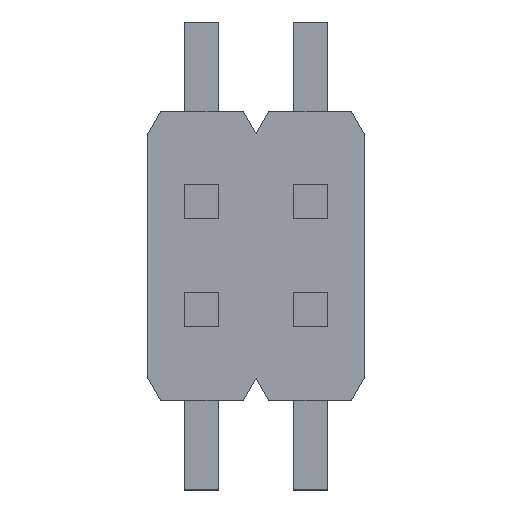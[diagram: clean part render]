
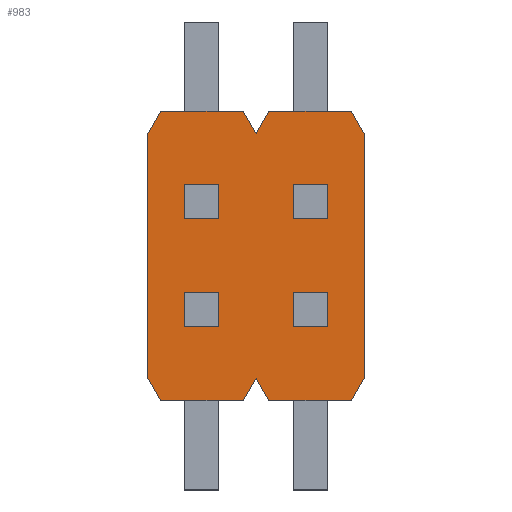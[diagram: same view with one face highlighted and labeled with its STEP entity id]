
A CAD part, top view. The second image highlights one B-rep face of the part: STEP entity #983.
In plain terms, the highlighted planar face has unit normal (0, 0, 1).
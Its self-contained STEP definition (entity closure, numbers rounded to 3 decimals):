
#168 = VERTEX_POINT('',#169);
#169 = CARTESIAN_POINT('',(-1.12,-1.7,1.5));
#175 = EDGE_CURVE('',#168,#176,#178,.T.);
#176 = VERTEX_POINT('',#177);
#177 = CARTESIAN_POINT('',(-0.15,-1.7,1.5));
#178 = LINE('',#179,#180);
#179 = CARTESIAN_POINT('',(-1.12,-1.7,1.5));
#180 = VECTOR('',#181,1.);
#181 = DIRECTION('',(1.,0.,0.));
#207 = VERTEX_POINT('',#208);
#208 = CARTESIAN_POINT('',(-1.27,-1.44,1.5));
#214 = EDGE_CURVE('',#207,#168,#215,.T.);
#215 = LINE('',#216,#217);
#216 = CARTESIAN_POINT('',(-1.27,-1.44,1.5));
#217 = VECTOR('',#218,1.);
#218 = DIRECTION('',(0.5,-0.866,0.)
  );
#262 = VERTEX_POINT('',#263);
#263 = CARTESIAN_POINT('',(-1.27,1.44,1.5));
#269 = EDGE_CURVE('',#262,#207,#270,.T.);
#270 = LINE('',#271,#272);
#271 = CARTESIAN_POINT('',(-1.27,1.44,1.5));
#272 = VECTOR('',#273,1.);
#273 = DIRECTION('',(0.,-1.,0.));
#706 = VERTEX_POINT('',#707);
#707 = CARTESIAN_POINT('',(1.27,-1.44,1.5));
#713 = EDGE_CURVE('',#706,#714,#716,.T.);
#714 = VERTEX_POINT('',#715);
#715 = CARTESIAN_POINT('',(1.27,1.44,1.5));
#716 = LINE('',#717,#718);
#717 = CARTESIAN_POINT('',(1.27,-1.44,1.5));
#718 = VECTOR('',#719,1.);
#719 = DIRECTION('',(0.,1.,0.));
#916 = VERTEX_POINT('',#917);
#917 = CARTESIAN_POINT('',(0.15,-1.7,1.5));
#923 = EDGE_CURVE('',#916,#924,#926,.T.);
#924 = VERTEX_POINT('',#925);
#925 = CARTESIAN_POINT('',(1.12,-1.7,1.5));
#926 = LINE('',#927,#928);
#927 = CARTESIAN_POINT('',(0.15,-1.7,1.5));
#928 = VECTOR('',#929,1.);
#929 = DIRECTION('',(1.,0.,0.));
#947 = VERTEX_POINT('',#948);
#948 = CARTESIAN_POINT('',(0.,-1.44,1.5));
#954 = EDGE_CURVE('',#947,#916,#955,.T.);
#955 = LINE('',#956,#957);
#956 = CARTESIAN_POINT('',(0.,-1.44,1.5));
#957 = VECTOR('',#958,1.);
#958 = DIRECTION('',(0.5,-0.866,0.)
  );
#973 = EDGE_CURVE('',#176,#947,#974,.T.);
#974 = LINE('',#975,#976);
#975 = CARTESIAN_POINT('',(-0.15,-1.7,1.5));
#976 = VECTOR('',#977,1.);
#977 = DIRECTION('',(0.5,0.866,0.)
  );
#983 = ADVANCED_FACE('',(#984,#1045,#1079,#1113,#1147),#1181,.T.);
#984 = FACE_BOUND('',#985,.F.);
#985 = EDGE_LOOP('',(#986,#996,#1004,#1012,#1018,#1019,#1025,#1026,#1027
    ,#1028,#1029,#1030,#1031,#1039));
#986 = ORIENTED_EDGE('',*,*,#987,.F.);
#987 = EDGE_CURVE('',#988,#990,#992,.T.);
#988 = VERTEX_POINT('',#989);
#989 = CARTESIAN_POINT('',(0.,1.44,1.5));
#990 = VERTEX_POINT('',#991);
#991 = CARTESIAN_POINT('',(-0.15,1.7,1.5));
#992 = LINE('',#993,#994);
#993 = CARTESIAN_POINT('',(0.,1.44,1.5));
#994 = VECTOR('',#995,1.);
#995 = DIRECTION('',(-0.5,0.866,0.)
  );
#996 = ORIENTED_EDGE('',*,*,#997,.F.);
#997 = EDGE_CURVE('',#998,#988,#1000,.T.);
#998 = VERTEX_POINT('',#999);
#999 = CARTESIAN_POINT('',(0.15,1.7,1.5));
#1000 = LINE('',#1001,#1002);
#1001 = CARTESIAN_POINT('',(0.15,1.7,1.5));
#1002 = VECTOR('',#1003,1.);
#1003 = DIRECTION('',(-0.5,-0.866,0.
    ));
#1004 = ORIENTED_EDGE('',*,*,#1005,.F.);
#1005 = EDGE_CURVE('',#1006,#998,#1008,.T.);
#1006 = VERTEX_POINT('',#1007);
#1007 = CARTESIAN_POINT('',(1.12,1.7,1.5));
#1008 = LINE('',#1009,#1010);
#1009 = CARTESIAN_POINT('',(1.12,1.7,1.5));
#1010 = VECTOR('',#1011,1.);
#1011 = DIRECTION('',(-1.,0.,0.));
#1012 = ORIENTED_EDGE('',*,*,#1013,.F.);
#1013 = EDGE_CURVE('',#714,#1006,#1014,.T.);
#1014 = LINE('',#1015,#1016);
#1015 = CARTESIAN_POINT('',(1.27,1.44,1.5));
#1016 = VECTOR('',#1017,1.);
#1017 = DIRECTION('',(-0.5,0.866,0.
    ));
#1018 = ORIENTED_EDGE('',*,*,#713,.F.);
#1019 = ORIENTED_EDGE('',*,*,#1020,.F.);
#1020 = EDGE_CURVE('',#924,#706,#1021,.T.);
#1021 = LINE('',#1022,#1023);
#1022 = CARTESIAN_POINT('',(1.12,-1.7,1.5));
#1023 = VECTOR('',#1024,1.);
#1024 = DIRECTION('',(0.5,0.866,0.)
  );
#1025 = ORIENTED_EDGE('',*,*,#923,.F.);
#1026 = ORIENTED_EDGE('',*,*,#954,.F.);
#1027 = ORIENTED_EDGE('',*,*,#973,.F.);
#1028 = ORIENTED_EDGE('',*,*,#175,.F.);
#1029 = ORIENTED_EDGE('',*,*,#214,.F.);
#1030 = ORIENTED_EDGE('',*,*,#269,.F.);
#1031 = ORIENTED_EDGE('',*,*,#1032,.F.);
#1032 = EDGE_CURVE('',#1033,#262,#1035,.T.);
#1033 = VERTEX_POINT('',#1034);
#1034 = CARTESIAN_POINT('',(-1.12,1.7,1.5));
#1035 = LINE('',#1036,#1037);
#1036 = CARTESIAN_POINT('',(-1.12,1.7,1.5));
#1037 = VECTOR('',#1038,1.);
#1038 = DIRECTION('',(-0.5,-0.866,0.
    ));
#1039 = ORIENTED_EDGE('',*,*,#1040,.F.);
#1040 = EDGE_CURVE('',#990,#1033,#1041,.T.);
#1041 = LINE('',#1042,#1043);
#1042 = CARTESIAN_POINT('',(-0.15,1.7,1.5));
#1043 = VECTOR('',#1044,1.);
#1044 = DIRECTION('',(-1.,0.,0.));
#1045 = FACE_BOUND('',#1046,.F.);
#1046 = EDGE_LOOP('',(#1047,#1057,#1065,#1073));
#1047 = ORIENTED_EDGE('',*,*,#1048,.F.);
#1048 = EDGE_CURVE('',#1049,#1051,#1053,.T.);
#1049 = VERTEX_POINT('',#1050);
#1050 = CARTESIAN_POINT('',(-0.835,-0.435,1.5));
#1051 = VERTEX_POINT('',#1052);
#1052 = CARTESIAN_POINT('',(-0.435,-0.435,1.5));
#1053 = LINE('',#1054,#1055);
#1054 = CARTESIAN_POINT('',(-0.835,-0.435,1.5));
#1055 = VECTOR('',#1056,1.);
#1056 = DIRECTION('',(1.,0.,0.));
#1057 = ORIENTED_EDGE('',*,*,#1058,.F.);
#1058 = EDGE_CURVE('',#1059,#1049,#1061,.T.);
#1059 = VERTEX_POINT('',#1060);
#1060 = CARTESIAN_POINT('',(-0.835,-0.835,1.5));
#1061 = LINE('',#1062,#1063);
#1062 = CARTESIAN_POINT('',(-0.835,-0.835,1.5));
#1063 = VECTOR('',#1064,1.);
#1064 = DIRECTION('',(0.,1.,0.));
#1065 = ORIENTED_EDGE('',*,*,#1066,.F.);
#1066 = EDGE_CURVE('',#1067,#1059,#1069,.T.);
#1067 = VERTEX_POINT('',#1068);
#1068 = CARTESIAN_POINT('',(-0.435,-0.835,1.5));
#1069 = LINE('',#1070,#1071);
#1070 = CARTESIAN_POINT('',(-0.435,-0.835,1.5));
#1071 = VECTOR('',#1072,1.);
#1072 = DIRECTION('',(-1.,0.,0.));
#1073 = ORIENTED_EDGE('',*,*,#1074,.T.);
#1074 = EDGE_CURVE('',#1067,#1051,#1075,.T.);
#1075 = LINE('',#1076,#1077);
#1076 = CARTESIAN_POINT('',(-0.435,-0.835,1.5));
#1077 = VECTOR('',#1078,1.);
#1078 = DIRECTION('',(0.,1.,0.));
#1079 = FACE_BOUND('',#1080,.F.);
#1080 = EDGE_LOOP('',(#1081,#1091,#1099,#1107));
#1081 = ORIENTED_EDGE('',*,*,#1082,.T.);
#1082 = EDGE_CURVE('',#1083,#1085,#1087,.T.);
#1083 = VERTEX_POINT('',#1084);
#1084 = CARTESIAN_POINT('',(-0.835,0.435,1.5));
#1085 = VERTEX_POINT('',#1086);
#1086 = CARTESIAN_POINT('',(-0.435,0.435,1.5));
#1087 = LINE('',#1088,#1089);
#1088 = CARTESIAN_POINT('',(-0.835,0.435,1.5));
#1089 = VECTOR('',#1090,1.);
#1090 = DIRECTION('',(1.,0.,0.));
#1091 = ORIENTED_EDGE('',*,*,#1092,.F.);
#1092 = EDGE_CURVE('',#1093,#1085,#1095,.T.);
#1093 = VERTEX_POINT('',#1094);
#1094 = CARTESIAN_POINT('',(-0.435,0.835,1.5));
#1095 = LINE('',#1096,#1097);
#1096 = CARTESIAN_POINT('',(-0.435,0.835,1.5));
#1097 = VECTOR('',#1098,1.);
#1098 = DIRECTION('',(0.,-1.,0.));
#1099 = ORIENTED_EDGE('',*,*,#1100,.T.);
#1100 = EDGE_CURVE('',#1093,#1101,#1103,.T.);
#1101 = VERTEX_POINT('',#1102);
#1102 = CARTESIAN_POINT('',(-0.835,0.835,1.5));
#1103 = LINE('',#1104,#1105);
#1104 = CARTESIAN_POINT('',(-0.435,0.835,1.5));
#1105 = VECTOR('',#1106,1.);
#1106 = DIRECTION('',(-1.,0.,0.));
#1107 = ORIENTED_EDGE('',*,*,#1108,.T.);
#1108 = EDGE_CURVE('',#1101,#1083,#1109,.T.);
#1109 = LINE('',#1110,#1111);
#1110 = CARTESIAN_POINT('',(-0.835,0.835,1.5));
#1111 = VECTOR('',#1112,1.);
#1112 = DIRECTION('',(0.,-1.,0.));
#1113 = FACE_BOUND('',#1114,.F.);
#1114 = EDGE_LOOP('',(#1115,#1125,#1133,#1141));
#1115 = ORIENTED_EDGE('',*,*,#1116,.F.);
#1116 = EDGE_CURVE('',#1117,#1119,#1121,.T.);
#1117 = VERTEX_POINT('',#1118);
#1118 = CARTESIAN_POINT('',(0.435,-0.435,1.5));
#1119 = VERTEX_POINT('',#1120);
#1120 = CARTESIAN_POINT('',(0.835,-0.435,1.5));
#1121 = LINE('',#1122,#1123);
#1122 = CARTESIAN_POINT('',(0.435,-0.435,1.5));
#1123 = VECTOR('',#1124,1.);
#1124 = DIRECTION('',(1.,0.,0.));
#1125 = ORIENTED_EDGE('',*,*,#1126,.F.);
#1126 = EDGE_CURVE('',#1127,#1117,#1129,.T.);
#1127 = VERTEX_POINT('',#1128);
#1128 = CARTESIAN_POINT('',(0.435,-0.835,1.5));
#1129 = LINE('',#1130,#1131);
#1130 = CARTESIAN_POINT('',(0.435,-0.835,1.5));
#1131 = VECTOR('',#1132,1.);
#1132 = DIRECTION('',(0.,1.,0.));
#1133 = ORIENTED_EDGE('',*,*,#1134,.F.);
#1134 = EDGE_CURVE('',#1135,#1127,#1137,.T.);
#1135 = VERTEX_POINT('',#1136);
#1136 = CARTESIAN_POINT('',(0.835,-0.835,1.5));
#1137 = LINE('',#1138,#1139);
#1138 = CARTESIAN_POINT('',(0.835,-0.835,1.5));
#1139 = VECTOR('',#1140,1.);
#1140 = DIRECTION('',(-1.,0.,0.));
#1141 = ORIENTED_EDGE('',*,*,#1142,.T.);
#1142 = EDGE_CURVE('',#1135,#1119,#1143,.T.);
#1143 = LINE('',#1144,#1145);
#1144 = CARTESIAN_POINT('',(0.835,-0.835,1.5));
#1145 = VECTOR('',#1146,1.);
#1146 = DIRECTION('',(0.,1.,0.));
#1147 = FACE_BOUND('',#1148,.F.);
#1148 = EDGE_LOOP('',(#1149,#1159,#1167,#1175));
#1149 = ORIENTED_EDGE('',*,*,#1150,.T.);
#1150 = EDGE_CURVE('',#1151,#1153,#1155,.T.);
#1151 = VERTEX_POINT('',#1152);
#1152 = CARTESIAN_POINT('',(0.435,0.435,1.5));
#1153 = VERTEX_POINT('',#1154);
#1154 = CARTESIAN_POINT('',(0.835,0.435,1.5));
#1155 = LINE('',#1156,#1157);
#1156 = CARTESIAN_POINT('',(0.435,0.435,1.5));
#1157 = VECTOR('',#1158,1.);
#1158 = DIRECTION('',(1.,0.,0.));
#1159 = ORIENTED_EDGE('',*,*,#1160,.F.);
#1160 = EDGE_CURVE('',#1161,#1153,#1163,.T.);
#1161 = VERTEX_POINT('',#1162);
#1162 = CARTESIAN_POINT('',(0.835,0.835,1.5));
#1163 = LINE('',#1164,#1165);
#1164 = CARTESIAN_POINT('',(0.835,0.835,1.5));
#1165 = VECTOR('',#1166,1.);
#1166 = DIRECTION('',(0.,-1.,0.));
#1167 = ORIENTED_EDGE('',*,*,#1168,.T.);
#1168 = EDGE_CURVE('',#1161,#1169,#1171,.T.);
#1169 = VERTEX_POINT('',#1170);
#1170 = CARTESIAN_POINT('',(0.435,0.835,1.5));
#1171 = LINE('',#1172,#1173);
#1172 = CARTESIAN_POINT('',(0.835,0.835,1.5));
#1173 = VECTOR('',#1174,1.);
#1174 = DIRECTION('',(-1.,0.,0.));
#1175 = ORIENTED_EDGE('',*,*,#1176,.T.);
#1176 = EDGE_CURVE('',#1169,#1151,#1177,.T.);
#1177 = LINE('',#1178,#1179);
#1178 = CARTESIAN_POINT('',(0.435,0.835,1.5));
#1179 = VECTOR('',#1180,1.);
#1180 = DIRECTION('',(0.,-1.,0.));
#1181 = PLANE('',#1182);
#1182 = AXIS2_PLACEMENT_3D('',#1183,#1184,#1185);
#1183 = CARTESIAN_POINT('',(-0.635,0.,1.5));
#1184 = DIRECTION('',(0.,0.,1.));
#1185 = DIRECTION('',(1.,0.,0.));
